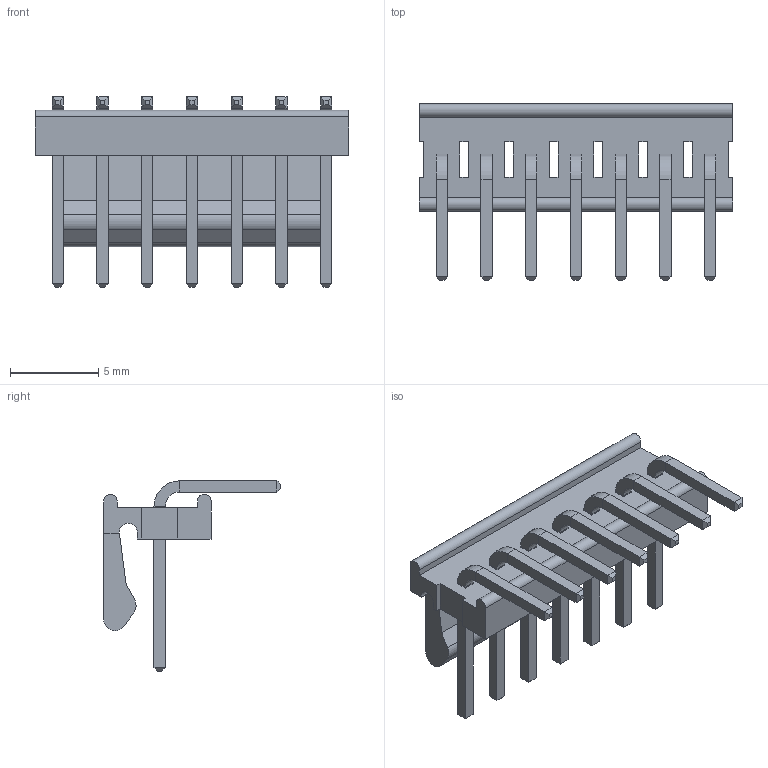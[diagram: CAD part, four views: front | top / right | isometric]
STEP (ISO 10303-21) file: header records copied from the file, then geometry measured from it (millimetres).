
FILE_DESCRIPTION(('FreeCAD Model'),'2;1');
FILE_NAME('Open CASCADE Shape Model','2025-02-13T11:31:48',(''),(''), 'Open CASCADE STEP processor 7.8','FreeCAD','Unknown');
FILE_SCHEMA(('AUTOMOTIVE_DESIGN { 1 0 10303 214 1 1 1 1 }'));
Length unit declared in the file: millimetre
Products named in the file (4): C_640457; Array; Body001; Body
Assembly tree (9 placements, depth 3):
  C_640457
    Array
      Body001  x7
    Body
Bounding box: 17.78 x 10.03 x 10.81 mm (x, y, z)
Volume: 328.8 mm3; surface area: 910.3 mm2
Topology: 8 solids, 8 shells, 235 faces, 543 edges, 324 vertices
Faces by surface type: plane 216, cylinder 19
Entity records: 3348 total; most frequent: CARTESIAN_POINT 572, ORIENTED_EDGE 558, DIRECTION 519, EDGE_CURVE 279, LINE 265, VECTOR 265, VERTEX_POINT 180, FACE_BOUND 129
